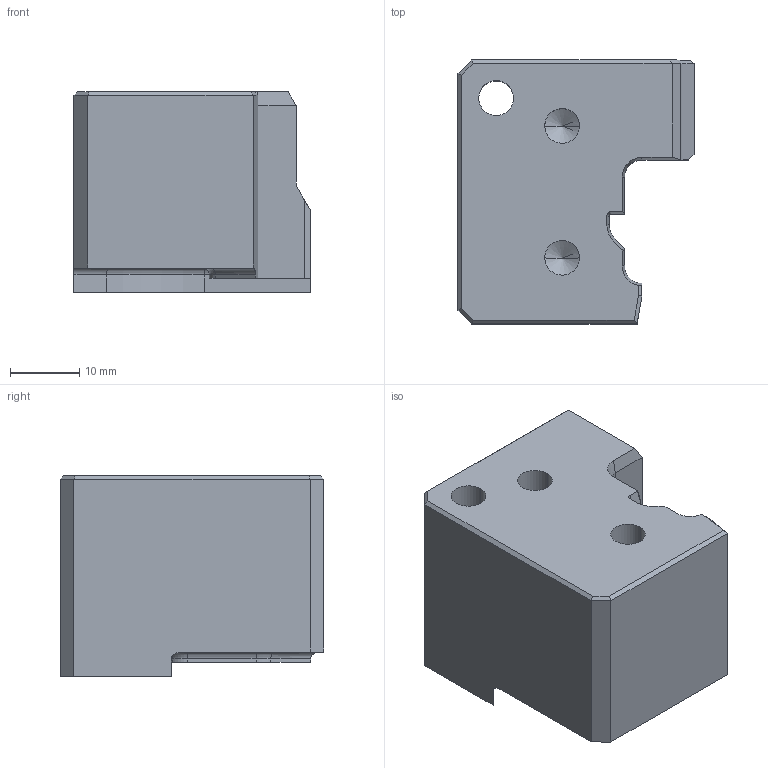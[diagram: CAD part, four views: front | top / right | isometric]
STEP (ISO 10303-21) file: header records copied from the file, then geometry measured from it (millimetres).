
FILE_DESCRIPTION (( 'STEP AP214' ), '1' );
FILE_NAME ('bau0207877496.step', '2023-04-25T13:24:49', ( '' ), ( '' ), 'SwSTEP 2.0', 'SolidWorks 2022', '' );
FILE_SCHEMA (( 'AUTOMOTIVE_DESIGN' ));
Length unit declared in the file: millimetre
Products named in the file (1): bau0207877496
Bounding box: 34 x 38 x 28.9 mm (x, y, z)
Volume: 26243.3 mm3; surface area: 7071 mm2
Topology: 1 solids, 1 shells, 159 faces, 419 edges, 265 vertices
Faces by surface type: plane 82, cone 44, cylinder 26, torus 6, bspline 1
Entity records: 5007 total; most frequent: CARTESIAN_POINT 938, DIRECTION 851, ORIENTED_EDGE 830, EDGE_CURVE 415, AXIS2_PLACEMENT_3D 288, VECTOR 275, LINE 275, VERTEX_POINT 265
